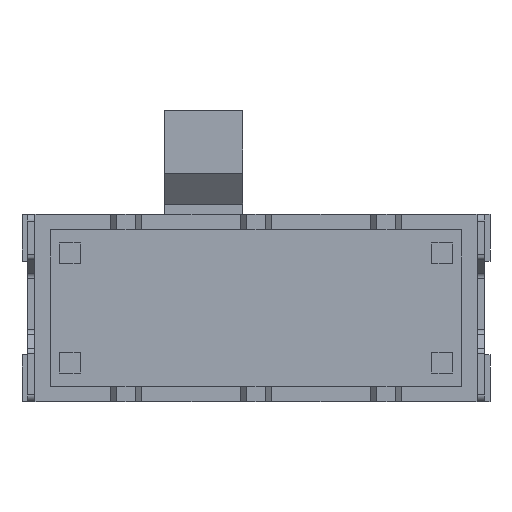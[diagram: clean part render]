
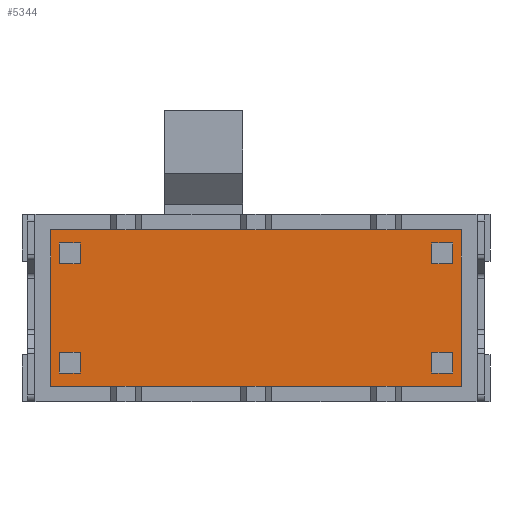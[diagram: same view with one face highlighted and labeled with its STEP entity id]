
A CAD part, front view. The second image highlights one B-rep face of the part: STEP entity #5344.
In plain terms, the highlighted planar face has unit normal (0, -1, 0).
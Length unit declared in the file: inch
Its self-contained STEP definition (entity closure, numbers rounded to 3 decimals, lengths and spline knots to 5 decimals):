
#295=FACE_BOUND('',#609,.T.);
#296=FACE_BOUND('',#610,.T.);
#297=FACE_BOUND('',#611,.T.);
#298=FACE_BOUND('',#612,.T.);
#306=FACE_OUTER_BOUND('',#608,.T.);
#608=EDGE_LOOP('',(#3514,#3515,#3516,#3517));
#609=EDGE_LOOP('',(#3518,#3519,#3520,#3521));
#610=EDGE_LOOP('',(#3522,#3523,#3524,#3525));
#611=EDGE_LOOP('',(#3526,#3527,#3528,#3529));
#612=EDGE_LOOP('',(#3530,#3531,#3532,#3533));
#921=LINE('',#7469,#1572);
#922=LINE('',#7471,#1573);
#923=LINE('',#7473,#1574);
#924=LINE('',#7474,#1575);
#925=LINE('',#7477,#1576);
#926=LINE('',#7479,#1577);
#927=LINE('',#7481,#1578);
#928=LINE('',#7482,#1579);
#929=LINE('',#7485,#1580);
#930=LINE('',#7487,#1581);
#931=LINE('',#7489,#1582);
#932=LINE('',#7490,#1583);
#933=LINE('',#7493,#1584);
#934=LINE('',#7495,#1585);
#935=LINE('',#7497,#1586);
#936=LINE('',#7498,#1587);
#937=LINE('',#7501,#1588);
#938=LINE('',#7503,#1589);
#939=LINE('',#7505,#1590);
#940=LINE('',#7506,#1591);
#1572=VECTOR('',#6048,0.11811);
#1573=VECTOR('',#6049,0.31102);
#1574=VECTOR('',#6050,0.11811);
#1575=VECTOR('',#6051,0.31102);
#1576=VECTOR('',#6052,0.01575);
#1577=VECTOR('',#6053,0.01575);
#1578=VECTOR('',#6054,0.01575);
#1579=VECTOR('',#6055,0.01575);
#1580=VECTOR('',#6056,0.01575);
#1581=VECTOR('',#6057,0.01575);
#1582=VECTOR('',#6058,0.01575);
#1583=VECTOR('',#6059,0.01575);
#1584=VECTOR('',#6060,0.01575);
#1585=VECTOR('',#6061,0.01575);
#1586=VECTOR('',#6062,0.01575);
#1587=VECTOR('',#6063,0.01575);
#1588=VECTOR('',#6064,0.01575);
#1589=VECTOR('',#6065,0.01575);
#1590=VECTOR('',#6066,0.01575);
#1591=VECTOR('',#6067,0.01575);
#2223=VERTEX_POINT('',#7467);
#2224=VERTEX_POINT('',#7468);
#2225=VERTEX_POINT('',#7470);
#2226=VERTEX_POINT('',#7472);
#2227=VERTEX_POINT('',#7475);
#2228=VERTEX_POINT('',#7476);
#2229=VERTEX_POINT('',#7478);
#2230=VERTEX_POINT('',#7480);
#2231=VERTEX_POINT('',#7483);
#2232=VERTEX_POINT('',#7484);
#2233=VERTEX_POINT('',#7486);
#2234=VERTEX_POINT('',#7488);
#2235=VERTEX_POINT('',#7491);
#2236=VERTEX_POINT('',#7492);
#2237=VERTEX_POINT('',#7494);
#2238=VERTEX_POINT('',#7496);
#2239=VERTEX_POINT('',#7499);
#2240=VERTEX_POINT('',#7500);
#2241=VERTEX_POINT('',#7502);
#2242=VERTEX_POINT('',#7504);
#2721=EDGE_CURVE('',#2223,#2224,#921,.T.);
#2722=EDGE_CURVE('',#2225,#2223,#922,.T.);
#2723=EDGE_CURVE('',#2226,#2225,#923,.T.);
#2724=EDGE_CURVE('',#2224,#2226,#924,.T.);
#2725=EDGE_CURVE('',#2227,#2228,#925,.T.);
#2726=EDGE_CURVE('',#2229,#2227,#926,.T.);
#2727=EDGE_CURVE('',#2230,#2229,#927,.T.);
#2728=EDGE_CURVE('',#2228,#2230,#928,.T.);
#2729=EDGE_CURVE('',#2231,#2232,#929,.T.);
#2730=EDGE_CURVE('',#2233,#2231,#930,.T.);
#2731=EDGE_CURVE('',#2234,#2233,#931,.T.);
#2732=EDGE_CURVE('',#2232,#2234,#932,.T.);
#2733=EDGE_CURVE('',#2235,#2236,#933,.T.);
#2734=EDGE_CURVE('',#2237,#2235,#934,.T.);
#2735=EDGE_CURVE('',#2238,#2237,#935,.T.);
#2736=EDGE_CURVE('',#2236,#2238,#936,.T.);
#2737=EDGE_CURVE('',#2239,#2240,#937,.T.);
#2738=EDGE_CURVE('',#2241,#2239,#938,.T.);
#2739=EDGE_CURVE('',#2242,#2241,#939,.T.);
#2740=EDGE_CURVE('',#2240,#2242,#940,.T.);
#3514=ORIENTED_EDGE('',*,*,#2721,.F.);
#3515=ORIENTED_EDGE('',*,*,#2722,.F.);
#3516=ORIENTED_EDGE('',*,*,#2723,.F.);
#3517=ORIENTED_EDGE('',*,*,#2724,.F.);
#3518=ORIENTED_EDGE('',*,*,#2725,.F.);
#3519=ORIENTED_EDGE('',*,*,#2726,.F.);
#3520=ORIENTED_EDGE('',*,*,#2727,.F.);
#3521=ORIENTED_EDGE('',*,*,#2728,.F.);
#3522=ORIENTED_EDGE('',*,*,#2729,.F.);
#3523=ORIENTED_EDGE('',*,*,#2730,.F.);
#3524=ORIENTED_EDGE('',*,*,#2731,.F.);
#3525=ORIENTED_EDGE('',*,*,#2732,.F.);
#3526=ORIENTED_EDGE('',*,*,#2733,.F.);
#3527=ORIENTED_EDGE('',*,*,#2734,.F.);
#3528=ORIENTED_EDGE('',*,*,#2735,.F.);
#3529=ORIENTED_EDGE('',*,*,#2736,.F.);
#3530=ORIENTED_EDGE('',*,*,#2737,.F.);
#3531=ORIENTED_EDGE('',*,*,#2738,.F.);
#3532=ORIENTED_EDGE('',*,*,#2739,.F.);
#3533=ORIENTED_EDGE('',*,*,#2740,.F.);
#5100=PLANE('',#5660);
#5344=ADVANCED_FACE('',(#306,#295,#296,#297,#298),#5100,.F.);
#5660=AXIS2_PLACEMENT_3D('',#7466,#6046,#6047);
#6046=DIRECTION('center_axis',(0.,1.,0.));
#6047=DIRECTION('ref_axis',(1.,0.,0.));
#6048=DIRECTION('',(0.,0.,-1.));
#6049=DIRECTION('',(1.,0.,0.));
#6050=DIRECTION('',(0.,0.,1.));
#6051=DIRECTION('',(-1.,0.,0.));
#6052=DIRECTION('',(-1.,0.,0.));
#6053=DIRECTION('',(0.,0.,1.));
#6054=DIRECTION('',(1.,0.,0.));
#6055=DIRECTION('',(0.,0.,-1.));
#6056=DIRECTION('',(0.,0.,-1.));
#6057=DIRECTION('',(-1.,0.,0.));
#6058=DIRECTION('',(0.,0.,1.));
#6059=DIRECTION('',(1.,0.,0.));
#6060=DIRECTION('',(0.,0.,1.));
#6061=DIRECTION('',(1.,0.,0.));
#6062=DIRECTION('',(0.,0.,-1.));
#6063=DIRECTION('',(-1.,0.,0.));
#6064=DIRECTION('',(1.,0.,0.));
#6065=DIRECTION('',(0.,0.,-1.));
#6066=DIRECTION('',(-1.,0.,0.));
#6067=DIRECTION('',(0.,0.,1.));
#7466=CARTESIAN_POINT('Origin',(0.,0.,0.));
#7467=CARTESIAN_POINT('',(0.15551,0.,0.05906));
#7468=CARTESIAN_POINT('',(0.15551,0.,-0.05906));
#7469=CARTESIAN_POINT('',(0.15551,0.,0.05906));
#7470=CARTESIAN_POINT('',(-0.15551,0.,0.05906));
#7471=CARTESIAN_POINT('',(-0.15551,0.,0.05906));
#7472=CARTESIAN_POINT('',(-0.15551,0.,-0.05906));
#7473=CARTESIAN_POINT('',(-0.15551,0.,-0.05906));
#7474=CARTESIAN_POINT('',(0.15551,0.,-0.05906));
#7475=CARTESIAN_POINT('',(-0.13307,0.,-0.03346));
#7476=CARTESIAN_POINT('',(-0.14882,0.,-0.03346));
#7477=CARTESIAN_POINT('',(-0.13307,0.,-0.03346));
#7478=CARTESIAN_POINT('',(-0.13307,0.,-0.04921));
#7479=CARTESIAN_POINT('',(-0.13307,0.,-0.04921));
#7480=CARTESIAN_POINT('',(-0.14882,0.,-0.04921));
#7481=CARTESIAN_POINT('',(-0.14882,0.,-0.04921));
#7482=CARTESIAN_POINT('',(-0.14882,0.,-0.03346));
#7483=CARTESIAN_POINT('',(0.13307,0.,-0.03346));
#7484=CARTESIAN_POINT('',(0.13307,0.,-0.04921));
#7485=CARTESIAN_POINT('',(0.13307,0.,-0.03346));
#7486=CARTESIAN_POINT('',(0.14882,0.,-0.03346));
#7487=CARTESIAN_POINT('',(0.14882,0.,-0.03346));
#7488=CARTESIAN_POINT('',(0.14882,0.,-0.04921));
#7489=CARTESIAN_POINT('',(0.14882,0.,-0.04921));
#7490=CARTESIAN_POINT('',(0.13307,0.,-0.04921));
#7491=CARTESIAN_POINT('',(-0.13307,0.,0.03346));
#7492=CARTESIAN_POINT('',(-0.13307,0.,0.04921));
#7493=CARTESIAN_POINT('',(-0.13307,0.,0.03346));
#7494=CARTESIAN_POINT('',(-0.14882,0.,0.03346));
#7495=CARTESIAN_POINT('',(-0.14882,0.,0.03346));
#7496=CARTESIAN_POINT('',(-0.14882,0.,0.04921));
#7497=CARTESIAN_POINT('',(-0.14882,0.,0.04921));
#7498=CARTESIAN_POINT('',(-0.13307,0.,0.04921));
#7499=CARTESIAN_POINT('',(0.13307,0.,0.03346));
#7500=CARTESIAN_POINT('',(0.14882,0.,0.03346));
#7501=CARTESIAN_POINT('',(0.13307,0.,0.03346));
#7502=CARTESIAN_POINT('',(0.13307,0.,0.04921));
#7503=CARTESIAN_POINT('',(0.13307,0.,0.04921));
#7504=CARTESIAN_POINT('',(0.14882,0.,0.04921));
#7505=CARTESIAN_POINT('',(0.14882,0.,0.04921));
#7506=CARTESIAN_POINT('',(0.14882,0.,0.03346));
